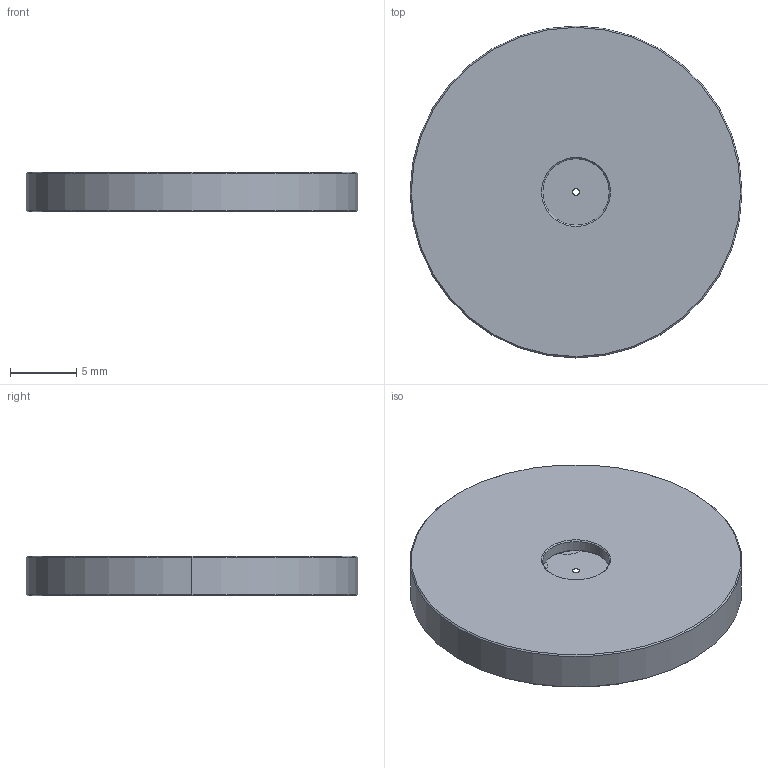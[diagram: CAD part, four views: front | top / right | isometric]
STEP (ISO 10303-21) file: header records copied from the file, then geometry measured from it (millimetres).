
FILE_DESCRIPTION (( 'STEP AP214' ), '1' );
FILE_NAME ('PAM-25 With Pinhole.STEP', '2019-04-29T05:54:33', ( '' ), ( '' ), 'SwSTEP 2.0', 'SolidWorks 2017', '' );
FILE_SCHEMA (( 'AUTOMOTIVE_DESIGN' ));
Length unit declared in the file: millimetre
Products named in the file (4): PAM-25_3950-AM_25  ; circlip for bores normal_din_Circlip DIN 472 - 9 x 0.8; PAM-25 With Pinhole; PA-1-2-500
Assembly tree (3 placements, depth 2):
  PAM-25 With Pinhole
    PAM-25_3950-AM_25  
    circlip for bores normal_din_Circlip DIN 472 - 9 x 0.8
    PA-1-2-500
Bounding box: 25 x 25 x 3 mm (x, y, z)
Volume: 1331 mm3; surface area: 1495.9 mm2
Topology: 3 solids, 3 shells, 48 faces, 109 edges, 68 vertices
Faces by surface type: cylinder 25, cone 12, plane 9, torus 2
Entity records: 1746 total; most frequent: DIRECTION 283, CARTESIAN_POINT 231, ORIENTED_EDGE 218, AXIS2_PLACEMENT_3D 120, EDGE_CURVE 109, VERTEX_POINT 68, CIRCLE 66, EDGE_LOOP 57
